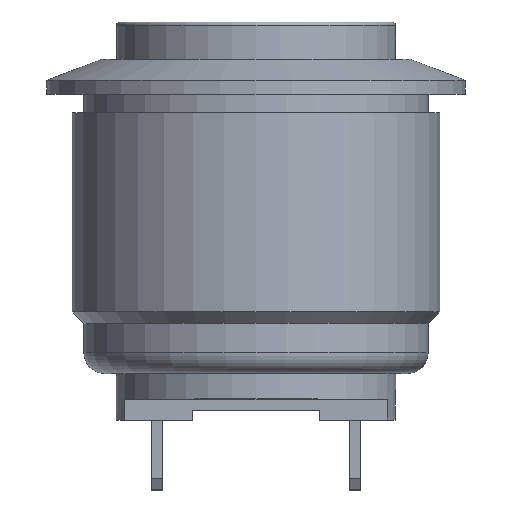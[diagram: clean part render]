
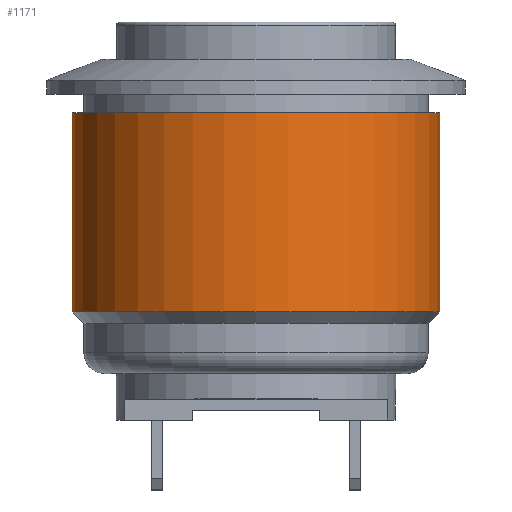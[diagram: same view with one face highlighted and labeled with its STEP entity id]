
A CAD part, top view. The second image highlights one B-rep face of the part: STEP entity #1171.
In plain terms, the highlighted cylindrical face has radius 7.9 mm (diameter 15.8 mm), a full revolution.
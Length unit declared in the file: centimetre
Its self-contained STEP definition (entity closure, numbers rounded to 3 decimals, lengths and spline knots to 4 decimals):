
#131=FACE_OUTER_BOUND('',#206,.T.);
#206=EDGE_LOOP('',(#1058,#1059,#1060,#1061,#1062));
#334=LINE('',#1957,#451);
#451=VECTOR('',#1604,0.79);
#488=CIRCLE('',#1285,0.79);
#489=CIRCLE('',#1286,0.79);
#491=CIRCLE('',#1289,0.79);
#598=VERTEX_POINT('',#1949);
#599=VERTEX_POINT('',#1951);
#600=VERTEX_POINT('',#1956);
#753=EDGE_CURVE('',#598,#599,#488,.T.);
#754=EDGE_CURVE('',#599,#598,#489,.T.);
#756=EDGE_CURVE('',#599,#600,#334,.T.);
#757=EDGE_CURVE('',#600,#600,#491,.T.);
#1058=ORIENTED_EDGE('',*,*,#753,.F.);
#1059=ORIENTED_EDGE('',*,*,#754,.F.);
#1060=ORIENTED_EDGE('',*,*,#756,.T.);
#1061=ORIENTED_EDGE('',*,*,#757,.T.);
#1062=ORIENTED_EDGE('',*,*,#756,.F.);
#1112=CYLINDRICAL_SURFACE('',#1288,0.79);
#1171=ADVANCED_FACE('',(#131),#1112,.T.);
#1285=AXIS2_PLACEMENT_3D('',#1952,#1596,#1597);
#1286=AXIS2_PLACEMENT_3D('',#1953,#1598,#1599);
#1288=AXIS2_PLACEMENT_3D('',#1955,#1602,#1603);
#1289=AXIS2_PLACEMENT_3D('',#1958,#1605,#1606);
#1596=DIRECTION('center_axis',(0.,-1.,0.));
#1597=DIRECTION('ref_axis',(-1.,0.,0.));
#1598=DIRECTION('center_axis',(0.,-1.,0.));
#1599=DIRECTION('ref_axis',(-1.,0.,0.));
#1602=DIRECTION('center_axis',(0.,-1.,0.));
#1603=DIRECTION('ref_axis',(1.,0.,0.));
#1604=DIRECTION('',(0.,1.,0.));
#1605=DIRECTION('center_axis',(0.,-1.,0.));
#1606=DIRECTION('ref_axis',(1.,0.,0.));
#1949=CARTESIAN_POINT('',(0.79,0.265,0.));
#1951=CARTESIAN_POINT('',(-0.79,0.265,0.));
#1952=CARTESIAN_POINT('Origin',(0.,0.265,0.));
#1953=CARTESIAN_POINT('Origin',(0.,0.265,0.));
#1955=CARTESIAN_POINT('Origin',(0.,0.7075,0.));
#1956=CARTESIAN_POINT('',(-0.79,1.12,0.));
#1957=CARTESIAN_POINT('',(-0.79,0.7075,0.));
#1958=CARTESIAN_POINT('Origin',(0.,1.12,0.));
